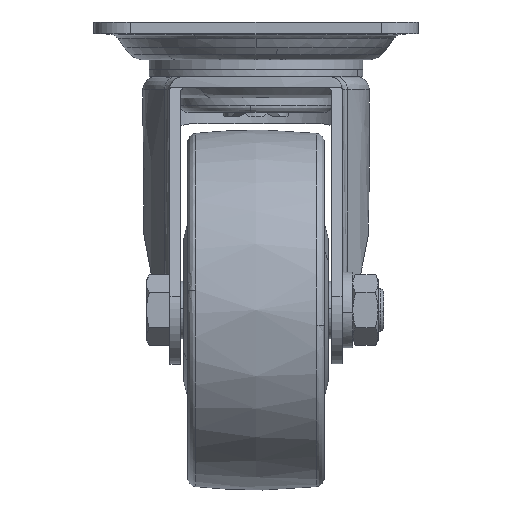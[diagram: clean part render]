
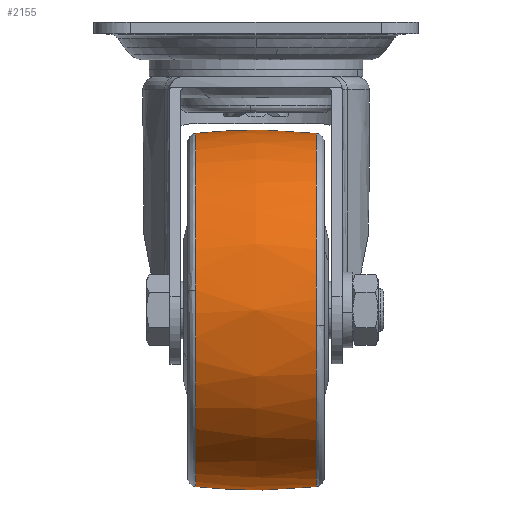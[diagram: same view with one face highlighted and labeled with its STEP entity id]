
A CAD part, left-side view. The second image highlights one B-rep face of the part: STEP entity #2155.
In plain terms, the highlighted free-form (B-spline) face has degree [2, 2] with [5, 7] control points.
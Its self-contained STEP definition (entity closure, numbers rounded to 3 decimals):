
#1847=CARTESIAN_POINT('',(-85.869,-16.78,-84.31));
#1848=VERTEX_POINT('',#1847);
#1849=CARTESIAN_POINT('',(-37.0,-16.78,-129.059));
#1850=VERTEX_POINT('',#1849);
#1851=CARTESIAN_POINT('',(-85.869,-16.78,-84.31));
#1852=CARTESIAN_POINT('',(-81.922,-16.78,-129.059));
#1853=CARTESIAN_POINT('',(-37.0,-16.78,-129.059));
#1861=(BOUNDED_CURVE()B_SPLINE_CURVE(2,(#1851,#1852,#1853),.UNSPECIFIED.,.F.,.U.)B_SPLINE_CURVE_WITH_KNOTS((3,3),(0.765,1.0),.UNSPECIFIED.)CURVE()GEOMETRIC_REPRESENTATION_ITEM()RATIONAL_B_SPLINE_CURVE((0.966,0.725,1.0))REPRESENTATION_ITEM(''));
#1862=EDGE_CURVE('',#1848,#1850,#1861,.T.);
#1941=CARTESIAN_POINT('',(-37.0,-16.78,-30.941));
#1942=VERTEX_POINT('',#1941);
#1943=CARTESIAN_POINT('',(-37.0,-16.78,-30.941));
#1944=CARTESIAN_POINT('',(-86.059,-16.78,-30.941));
#1945=CARTESIAN_POINT('',(-86.059,-16.78,-80.));
#1946=CARTESIAN_POINT('',(-86.059,-16.78,-82.159));
#1947=CARTESIAN_POINT('',(-85.869,-16.78,-84.31));
#1955=(BOUNDED_CURVE()B_SPLINE_CURVE(2,(#1943,#1944,#1945,#1946,#1947),.UNSPECIFIED.,.F.,.U.)B_SPLINE_CURVE_WITH_KNOTS((3,2,3),(0.5,0.75,0.765),.UNSPECIFIED.)CURVE()GEOMETRIC_REPRESENTATION_ITEM()RATIONAL_B_SPLINE_CURVE((1.0,0.707,1.0,0.982,0.966))REPRESENTATION_ITEM(''));
#1956=EDGE_CURVE('',#1942,#1848,#1955,.T.);
#2021=CARTESIAN_POINT('',(-37.0,16.78,-129.059));
#2022=VERTEX_POINT('',#2021);
#2023=CARTESIAN_POINT('',(-37.0,-16.78,-129.059));
#2024=CARTESIAN_POINT('',(-37.0,-11.036,-129.705));
#2025=CARTESIAN_POINT('',(-37.0,0.176,-130.314));
#2026=CARTESIAN_POINT('',(-37.0,11.384,-129.666));
#2027=CARTESIAN_POINT('',(-37.0,16.78,-129.059));
#2028=B_SPLINE_CURVE_WITH_KNOTS('',3,(#2023,#2024,#2025,#2026,#2027),.UNSPECIFIED.,.F.,.U.,(4,1,4),(0.,17.34,33.63),.UNSPECIFIED.);
#2029=EDGE_CURVE('',#1850,#2022,#2028,.T.);
#2046=CARTESIAN_POINT('',(-37.0,16.78,-30.941));
#2047=VERTEX_POINT('',#2046);
#2063=CARTESIAN_POINT('',(-37.0,-16.78,-30.941));
#2064=CARTESIAN_POINT('',(-37.0,-11.732,-30.373));
#2065=CARTESIAN_POINT('',(-37.0,-0.529,-29.686));
#2066=CARTESIAN_POINT('',(-37.0,10.688,-30.255));
#2067=CARTESIAN_POINT('',(-37.0,16.78,-30.941));
#2068=B_SPLINE_CURVE_WITH_KNOTS('',3,(#2063,#2064,#2065,#2066,#2067),.UNSPECIFIED.,.F.,.U.,(4,1,4),(0.,15.238,33.63),.UNSPECIFIED.);
#2069=EDGE_CURVE('',#1942,#2047,#2068,.T.);
#2076=CARTESIAN_POINT('',(-35.634,-18.466,-31.141));
#2077=CARTESIAN_POINT('',(-35.602,-9.268,-30.));
#2078=CARTESIAN_POINT('',(-35.602,0.,-30.));
#2079=CARTESIAN_POINT('',(-35.602,9.268,-30.));
#2080=CARTESIAN_POINT('',(-35.634,18.466,-31.141));
#2081=CARTESIAN_POINT('',(-36.313,-18.466,-31.141));
#2082=CARTESIAN_POINT('',(-36.297,-9.268,-30.));
#2083=CARTESIAN_POINT('',(-36.297,0.,-30.));
#2084=CARTESIAN_POINT('',(-36.297,9.268,-30.));
#2085=CARTESIAN_POINT('',(-36.313,18.466,-31.141));
#2086=CARTESIAN_POINT('',(-85.859,-18.466,-31.141));
#2087=CARTESIAN_POINT('',(-87.,-9.268,-30.));
#2088=CARTESIAN_POINT('',(-87.,0.,-30.));
#2089=CARTESIAN_POINT('',(-87.,9.268,-30.));
#2090=CARTESIAN_POINT('',(-85.859,18.466,-31.141));
#2091=CARTESIAN_POINT('',(-85.859,-18.466,-80.0));
#2092=CARTESIAN_POINT('',(-87.,-9.268,-80.0));
#2093=CARTESIAN_POINT('',(-87.,0.,-80.0));
#2094=CARTESIAN_POINT('',(-87.0,9.268,-80.));
#2095=CARTESIAN_POINT('',(-85.859,18.466,-80.));
#2096=CARTESIAN_POINT('',(-85.859,-18.466,-128.859));
#2097=CARTESIAN_POINT('',(-87.,-9.268,-130.0));
#2098=CARTESIAN_POINT('',(-87.,0.,-130.0));
#2099=CARTESIAN_POINT('',(-87.,9.268,-130.0));
#2100=CARTESIAN_POINT('',(-85.859,18.466,-128.859));
#2101=CARTESIAN_POINT('',(-36.313,-18.466,-128.859));
#2102=CARTESIAN_POINT('',(-36.297,-9.268,-130.));
#2103=CARTESIAN_POINT('',(-36.297,0.,-130.));
#2104=CARTESIAN_POINT('',(-36.297,9.268,-130.0));
#2105=CARTESIAN_POINT('',(-36.313,18.466,-128.859));
#2106=CARTESIAN_POINT('',(-35.634,-18.466,-128.859));
#2107=CARTESIAN_POINT('',(-35.602,-9.268,-130.));
#2108=CARTESIAN_POINT('',(-35.602,0.,-130.));
#2109=CARTESIAN_POINT('',(-35.602,9.268,-130.0));
#2110=CARTESIAN_POINT('',(-35.634,18.466,-128.859));
#2118=(BOUNDED_SURFACE()B_SPLINE_SURFACE(2,2,((#2076,#2081,#2086,#2091,#2096,#2101,#2106),(#2077,#2082,#2087,#2092,#2097,#2102,#2107),(#2078,#2083,#2088,#2093,#2098,#2103,#2108),(#2079,#2084,#2089,#2094,#2099,#2104,#2109),(#2080,#2085,#2090,#2095,#2100,#2105,#2110)),.UNSPECIFIED.,.F.,.F.,.U.)B_SPLINE_SURFACE_WITH_KNOTS((3,2,3),(3,1,2,1,3),(0.0,18.709,37.418),(0.0,1.657,84.5,167.342,168.999),.UNSPECIFIED.)GEOMETRIC_REPRESENTATION_ITEM()RATIONAL_B_SPLINE_SURFACE(((0.989,0.984,0.691,0.978,0.691,0.984,0.989),(0.999,0.993,0.698,0.987,0.698,0.993,0.999),(1.012,1.006,0.707,1.0,0.707,1.006,1.012),(0.999,0.993,0.698,0.987,0.698,0.993,0.999),(0.989,0.984,0.691,0.978,0.691,0.984,0.989)))REPRESENTATION_ITEM('')SURFACE());
#2119=ORIENTED_EDGE('',*,*,#2029,.F.);
#2120=ORIENTED_EDGE('',*,*,#1862,.F.);
#2121=ORIENTED_EDGE('',*,*,#1956,.F.);
#2122=ORIENTED_EDGE('',*,*,#2069,.T.);
#2123=CARTESIAN_POINT('',(-85.745,16.78,-74.463));
#2124=VERTEX_POINT('',#2123);
#2125=CARTESIAN_POINT('',(-37.0,16.78,-30.941));
#2126=CARTESIAN_POINT('',(-80.802,16.78,-30.941));
#2127=CARTESIAN_POINT('',(-85.745,16.78,-74.463));
#2135=(BOUNDED_CURVE()B_SPLINE_CURVE(2,(#2125,#2126,#2127),.UNSPECIFIED.,.F.,.U.)B_SPLINE_CURVE_WITH_KNOTS((3,3),(0.5,0.73),.UNSPECIFIED.)CURVE()GEOMETRIC_REPRESENTATION_ITEM()RATIONAL_B_SPLINE_CURVE((1.0,0.73,0.958))REPRESENTATION_ITEM(''));
#2136=EDGE_CURVE('',#2047,#2124,#2135,.T.);
#2137=ORIENTED_EDGE('',*,*,#2136,.T.);
#2138=CARTESIAN_POINT('',(-85.745,16.78,-74.463));
#2139=CARTESIAN_POINT('',(-86.059,16.78,-77.223));
#2140=CARTESIAN_POINT('',(-86.059,16.78,-80.));
#2141=CARTESIAN_POINT('',(-86.059,16.78,-129.059));
#2142=CARTESIAN_POINT('',(-37.0,16.78,-129.059));
#2150=(BOUNDED_CURVE()B_SPLINE_CURVE(2,(#2138,#2139,#2140,#2141,#2142),.UNSPECIFIED.,.F.,.U.)B_SPLINE_CURVE_WITH_KNOTS((3,2,3),(0.73,0.75,1.0),.UNSPECIFIED.)CURVE()GEOMETRIC_REPRESENTATION_ITEM()RATIONAL_B_SPLINE_CURVE((0.958,0.977,1.0,0.707,1.0))REPRESENTATION_ITEM(''));
#2151=EDGE_CURVE('',#2124,#2022,#2150,.T.);
#2152=ORIENTED_EDGE('',*,*,#2151,.T.);
#2153=EDGE_LOOP('',(#2119,#2120,#2121,#2122,#2137,#2152));
#2154=FACE_OUTER_BOUND('',#2153,.T.);
#2155=ADVANCED_FACE('',(#2154),#2118,.T.);
